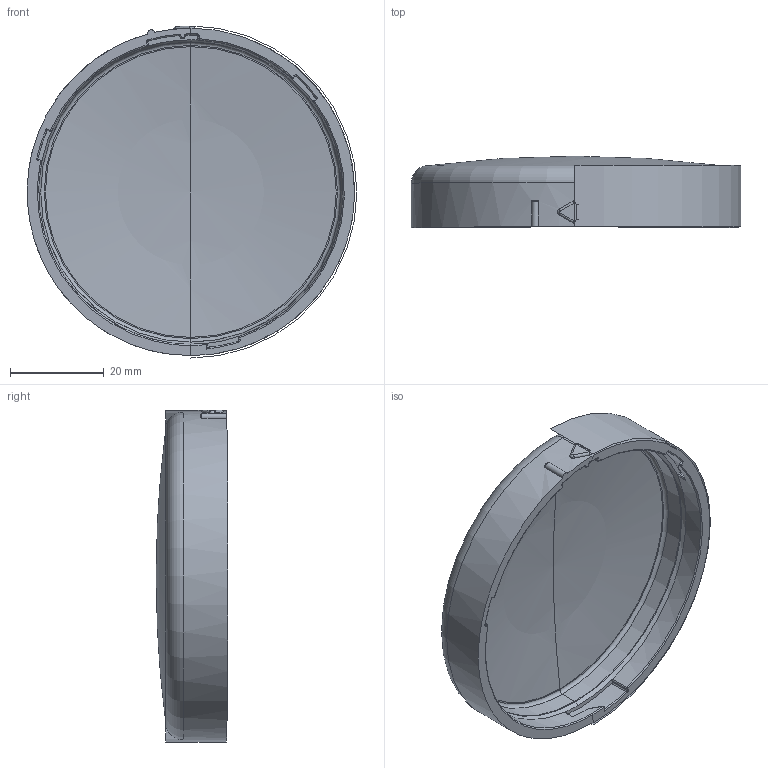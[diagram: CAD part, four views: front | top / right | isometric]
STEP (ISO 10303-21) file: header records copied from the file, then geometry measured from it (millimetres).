
FILE_DESCRIPTION((''),'2;1');
FILE_NAME('180996_ASM','2014-11-25T',('pdmadmin'),(''),'PRO/ENGINEER BY PARAMETRIC TECHNOLOGY CORPORATION, 2013230','PRO/ENGINEER BY PARAMETRIC TECHNOLOGY CORPORATION, 2013230','');
FILE_SCHEMA(('CONFIG_CONTROL_DESIGN'));
Length unit declared in the file: millimetre
Products named in the file (2): 180091; 180996_ASM
Assembly tree (1 placements, depth 2):
  180996_ASM
    180091
Bounding box: 70.5 x 15.31 x 71 mm (x, y, z)
Volume: 16451.5 mm3; surface area: 13686 mm2
Topology: 1 solids, 2 shells, 126 faces, 305 edges, 180 vertices
Faces by surface type: bspline 41, plane 27, cylinder 26, sphere 14, cone 11, torus 7
Entity records: 5784 total; most frequent: CARTESIAN_POINT 3116, ORIENTED_EDGE 598, DIRECTION 477, EDGE_CURVE 301, AXIS2_PLACEMENT_3D 202, VERTEX_POINT 180, EDGE_LOOP 128, FACE_OUTER_BOUND 126
